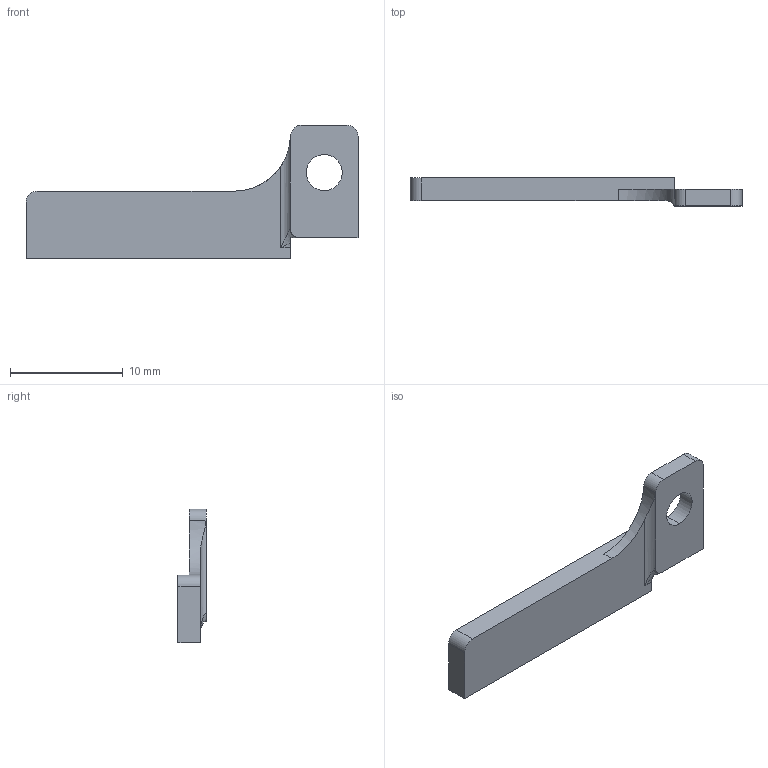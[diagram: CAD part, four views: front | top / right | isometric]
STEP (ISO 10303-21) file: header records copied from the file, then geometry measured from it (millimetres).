
FILE_DESCRIPTION (( 'STEP AP214' ), '1' );
FILE_NAME ('菁裔.STEP', '2023-02-20T02:12:42', ( 'SIAT' ), ( 'HP Inc.' ), 'SwSTEP 2.0', 'SolidWorks 2018', '' );
FILE_SCHEMA (( 'AUTOMOTIVE_DESIGN' ));
Length unit declared in the file: millimetre
Products named in the file (1): 菁裔
Bounding box: 29.5 x 2.5 x 11.85 mm (x, y, z)
Volume: 365.2 mm3; surface area: 561.5 mm2
Topology: 1 solids, 1 shells, 20 faces, 54 edges, 35 vertices
Faces by surface type: plane 11, cylinder 8, bspline 1
Entity records: 706 total; most frequent: CARTESIAN_POINT 175, ORIENTED_EDGE 106, DIRECTION 99, EDGE_CURVE 53, VERTEX_POINT 35, VECTOR 33, AXIS2_PLACEMENT_3D 33, LINE 33
